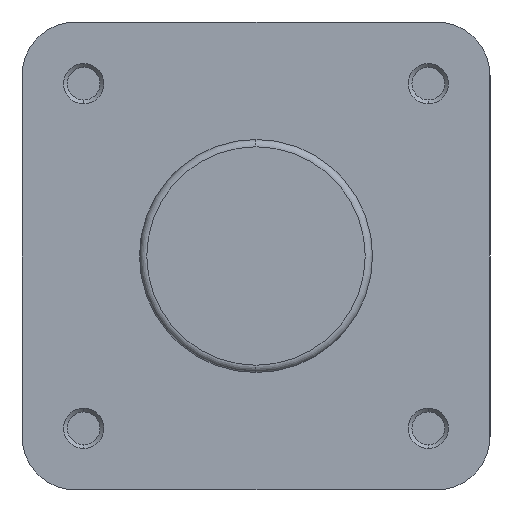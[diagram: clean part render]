
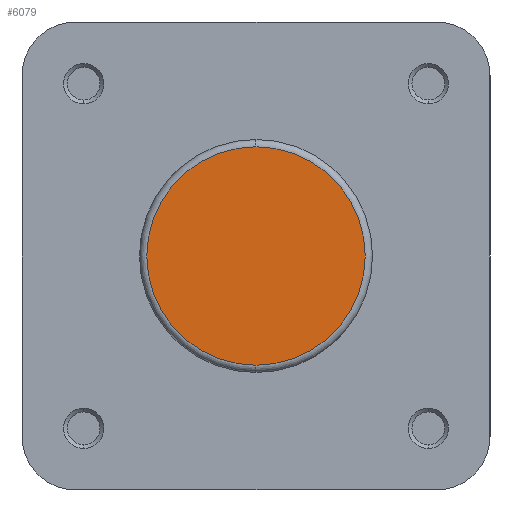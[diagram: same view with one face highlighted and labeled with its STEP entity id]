
A CAD part, left-side view. The second image highlights one B-rep face of the part: STEP entity #6079.
In plain terms, the highlighted planar face has unit normal (-1, 0, 0).
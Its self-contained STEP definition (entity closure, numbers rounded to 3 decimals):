
#46 = ORIENTED_EDGE ( 'NONE', *, *, #707, .T. ) ;
#51 = ORIENTED_EDGE ( 'NONE', *, *, #956, .T. ) ;
#101 = EDGE_LOOP ( 'NONE', ( #51, #46 ) ) ;
#707 = EDGE_CURVE ( 'NONE', #3066, #3021, #2133, .T. ) ;
#956 = EDGE_CURVE ( 'NONE', #3021, #3066, #2513, .T. ) ;
#1147 = AXIS2_PLACEMENT_3D ( 'NONE', #3450, #3451, #3452 ) ;
#1260 = AXIS2_PLACEMENT_3D ( 'NONE', #4079, #4091, #4092 ) ;
#1369 = AXIS2_PLACEMENT_3D ( 'NONE', #4833, #4836, #4837 ) ;
#2133 = CIRCLE ( 'NONE', #1147, 22.4 ) ;
#2513 = CIRCLE ( 'NONE', #1260, 22.4 ) ;
#2798 = FACE_OUTER_BOUND ( 'NONE', #101, .T. ) ;
#3021 = VERTEX_POINT ( 'NONE', #4529 ) ;
#3066 = VERTEX_POINT ( 'NONE', #4574 ) ;
#3450 = CARTESIAN_POINT ( 'NONE',  ( 0., 0., 0. ) ) ;
#3451 = DIRECTION ( 'NONE',  ( -1., 0., 0. ) ) ;
#3452 = DIRECTION ( 'NONE',  ( 0., 0., -1. ) ) ;
#4079 = CARTESIAN_POINT ( 'NONE',  ( 0., 0., 0. ) ) ;
#4091 = DIRECTION ( 'NONE',  ( -1., 0., 0. ) ) ;
#4092 = DIRECTION ( 'NONE',  ( 0., 0., -1. ) ) ;
#4529 = CARTESIAN_POINT ( 'NONE',  ( 0., 0., -22.4 ) ) ;
#4574 = CARTESIAN_POINT ( 'NONE',  ( 0., 0., 22.4 ) ) ;
#4833 = CARTESIAN_POINT ( 'NONE',  ( 0., 23.9, 0. ) ) ;
#4834 = PLANE ( 'NONE',  #1369 ) ;
#4836 = DIRECTION ( 'NONE',  ( 1., 0., 0. ) ) ;
#4837 = DIRECTION ( 'NONE',  ( 0., 0., -1. ) ) ;
#6079 = ADVANCED_FACE ( 'NONE', ( #2798 ), #4834, .F. ) ;
